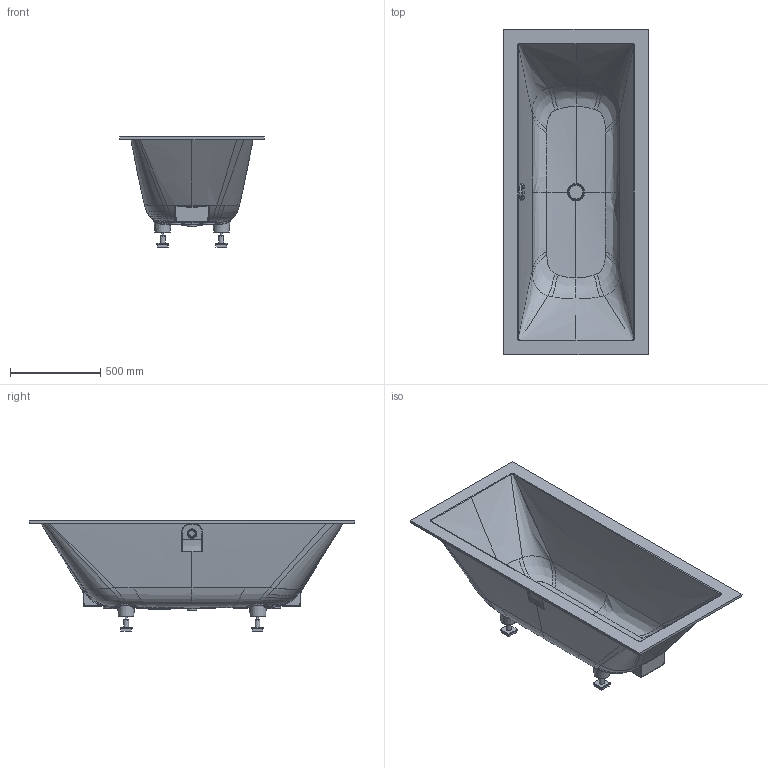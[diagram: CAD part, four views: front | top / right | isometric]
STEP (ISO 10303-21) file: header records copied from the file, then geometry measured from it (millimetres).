
FILE_DESCRIPTION((''),'2;1');
FILE_NAME('700426.stp','2017-06-26T14:44:19',('Administrator'),(''),'Autodesk Inventor 2011','Autodesk Inventor 2011','');
FILE_SCHEMA(('CONFIG_CONTROL_DESIGN'));
Length unit declared in the file: millimetre
Products named in the file (7): 700426; Kelch_Stopfen DuraSquare BW Bgr; Überlaufventil DuraSquare; DuraSolid_Stellfuss_H90mm; Gewindestange 3445; Stellfuss Hafner
Assembly tree (9 placements, depth 3):
  700426
    700426
    Kelch_Stopfen DuraSquare BW Bgr
    Überlaufventil DuraSquare
    DuraSolid_Stellfuss_H90mm  x4
      Gewindestange 3445
      Stellfuss Hafner
Bounding box: 800.12 x 1800.13 x 609.92 mm (x, y, z)
Volume: 54313629.8 mm3; surface area: 5564916.1 mm2
Topology: 16 solids, 16 shells, 770 faces, 2317 edges, 1609 vertices
Faces by surface type: bspline 476, plane 157, cylinder 76, cone 31, torus 26, sphere 4
Full cylindrical faces by diameter (mm): 10.5 x4, 12 x16, 27.5 x4, 36.84 x1, 38.514 x1, 43.521 x1, 46.011 x1, 49.116 x1, 50 x4, 51.749 x1, 52 x2, 81.711 x1, 87 x1, 89 x1
Entity records: 62948 total; most frequent: CARTESIAN_POINT 47531, ORIENTED_EDGE 3968, EDGE_CURVE 1984, DIRECTION 1722, VERTEX_POINT 1432, B_SPLINE_CURVE_WITH_KNOTS 1232, AXIS2_PLACEMENT_3D 771, EDGE_LOOP 764
